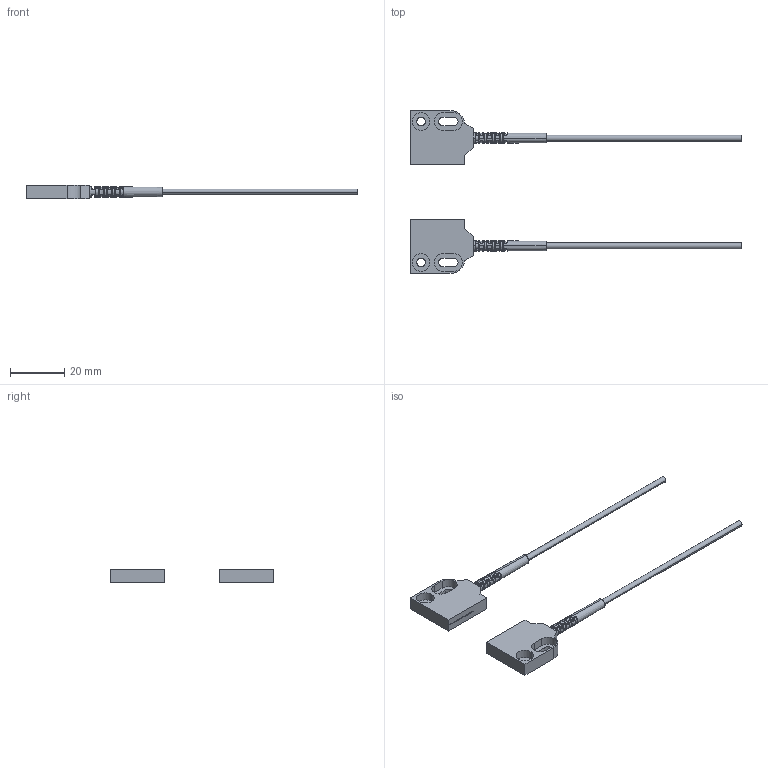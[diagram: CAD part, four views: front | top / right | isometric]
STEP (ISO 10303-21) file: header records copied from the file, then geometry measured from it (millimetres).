
FILE_DESCRIPTION((''),'2;1');
FILE_NAME('PT-12MLD_ASM','2022-06-09T11:38:02',('Administrator'),(''),'CREO PARAMETRIC BY PTC INC, 2021023','CREO PARAMETRIC BY PTC INC, 2021023','');
FILE_SCHEMA(('AUTOMOTIVE_DESIGN { 1 0 10303 214 1 1 1 1 }'));
Length unit declared in the file: millimetre
Products named in the file (8): PRT0001_; 0002; PTC_SYSTEM_MTRL_PROPS; PRT0002_; ASM01__ASM; PRT0003_; ASM02__ASM; PT-12MLD_ASM
Assembly tree (8 placements, depth 3):
  PTC_SYSTEM_MTRL_PROPS
  PT-12MLD_ASM
    ASM01__ASM
      PRT0001_
      0002
      PRT0002_
    ASM02__ASM
      PRT0003_
      PRT0002_
      0002
Bounding box: 122.3 x 60 x 5 mm (x, y, z)
Volume: 4594.6 mm3; surface area: 5389.9 mm2
Topology: 6 solids, 6 shells, 466 faces, 1088 edges, 680 vertices
Faces by surface type: cylinder 154, plane 140, torus 72, bspline 64, cone 36
Entity records: 14329 total; most frequent: CARTESIAN_POINT 5765, DIRECTION 1576, ORIENTED_EDGE 1412, EDGE_CURVE 706, AXIS2_PLACEMENT_3D 671, VERTEX_POINT 448, PRESENTATION_STYLE_ASSIGNMENT 377, STYLED_ITEM 377
